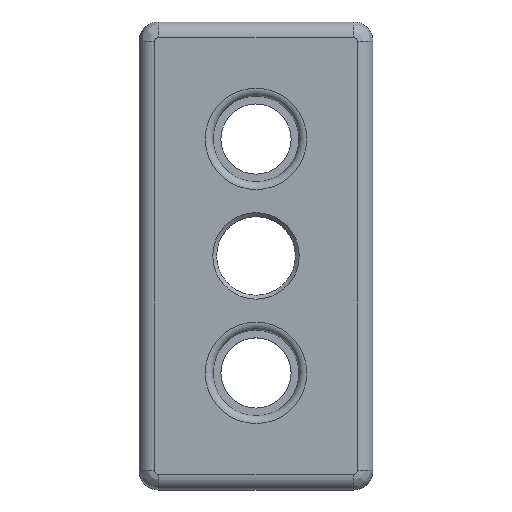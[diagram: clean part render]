
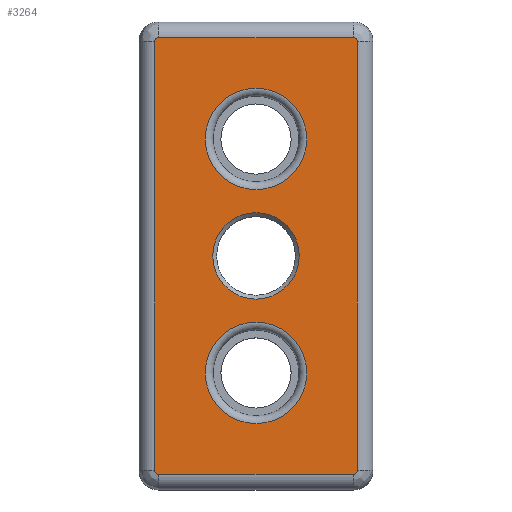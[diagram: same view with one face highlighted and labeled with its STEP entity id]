
A CAD part, top view. The second image highlights one B-rep face of the part: STEP entity #3264.
In plain terms, the highlighted planar face has unit normal (0, 0, 1).
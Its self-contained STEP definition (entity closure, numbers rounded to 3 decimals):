
#67=FACE_BOUND('',#940,.T.);
#68=FACE_BOUND('',#941,.T.);
#69=FACE_BOUND('',#942,.T.);
#89=PLANE('',#3676);
#225=LINE('',#5224,#415);
#226=LINE('',#5240,#416);
#227=LINE('',#5256,#417);
#228=LINE('',#5270,#418);
#415=VECTOR('',#4185,1000.);
#416=VECTOR('',#4194,1000.);
#417=VECTOR('',#4203,1000.);
#418=VECTOR('',#4210,1000.);
#729=FACE_OUTER_BOUND('',#939,.T.);
#939=EDGE_LOOP('',(#2557,#2558,#2559,#2560,#2561,#2562,#2563,#2564));
#940=EDGE_LOOP('',(#2565));
#941=EDGE_LOOP('',(#2566));
#942=EDGE_LOOP('',(#2567));
#1036=CIRCLE('',#3380,6.5);
#1040=CIRCLE('',#3385,6.5);
#1051=CIRCLE('',#3400,5.55);
#1129=CIRCLE('',#3516,0.5);
#1133=CIRCLE('',#3521,0.5);
#1136=CIRCLE('',#3525,0.5);
#1139=CIRCLE('',#3529,0.5);
#1267=VERTEX_POINT('',#4808);
#1270=VERTEX_POINT('',#4816);
#1280=VERTEX_POINT('',#4844);
#1421=VERTEX_POINT('',#5216);
#1422=VERTEX_POINT('',#5218);
#1423=VERTEX_POINT('',#5222);
#1424=VERTEX_POINT('',#5234);
#1425=VERTEX_POINT('',#5238);
#1426=VERTEX_POINT('',#5250);
#1427=VERTEX_POINT('',#5254);
#1428=VERTEX_POINT('',#5266);
#1543=EDGE_CURVE('',#1267,#1267,#1036,.T.);
#1547=EDGE_CURVE('',#1270,#1270,#1040,.T.);
#1562=EDGE_CURVE('',#1280,#1280,#1051,.T.);
#1746=EDGE_CURVE('',#1421,#1422,#1129,.T.);
#1749=EDGE_CURVE('',#1423,#1421,#225,.T.);
#1751=EDGE_CURVE('',#1424,#1423,#1133,.T.);
#1753=EDGE_CURVE('',#1425,#1424,#226,.T.);
#1755=EDGE_CURVE('',#1426,#1425,#1136,.T.);
#1757=EDGE_CURVE('',#1427,#1426,#227,.T.);
#1759=EDGE_CURVE('',#1428,#1427,#1139,.T.);
#1760=EDGE_CURVE('',#1422,#1428,#228,.T.);
#2557=ORIENTED_EDGE('',*,*,#1755,.F.);
#2558=ORIENTED_EDGE('',*,*,#1757,.F.);
#2559=ORIENTED_EDGE('',*,*,#1759,.F.);
#2560=ORIENTED_EDGE('',*,*,#1760,.F.);
#2561=ORIENTED_EDGE('',*,*,#1746,.F.);
#2562=ORIENTED_EDGE('',*,*,#1749,.F.);
#2563=ORIENTED_EDGE('',*,*,#1751,.F.);
#2564=ORIENTED_EDGE('',*,*,#1753,.F.);
#2565=ORIENTED_EDGE('',*,*,#1543,.F.);
#2566=ORIENTED_EDGE('',*,*,#1547,.F.);
#2567=ORIENTED_EDGE('',*,*,#1562,.T.);
#3264=ADVANCED_FACE('',(#729,#67,#68,#69),#89,.F.);
#3380=AXIS2_PLACEMENT_3D('',#4809,#3795,#3796);
#3385=AXIS2_PLACEMENT_3D('',#4817,#3805,#3806);
#3400=AXIS2_PLACEMENT_3D('',#4846,#3839,#3840);
#3516=AXIS2_PLACEMENT_3D('',#5219,#4177,#4178);
#3521=AXIS2_PLACEMENT_3D('',#5236,#4188,#4189);
#3525=AXIS2_PLACEMENT_3D('',#5252,#4197,#4198);
#3529=AXIS2_PLACEMENT_3D('',#5268,#4206,#4207);
#3676=AXIS2_PLACEMENT_3D('',#5950,#4545,#4546);
#3795=DIRECTION('center_axis',(0.,0.,1.));
#3796=DIRECTION('ref_axis',(1.,0.,0.));
#3805=DIRECTION('center_axis',(0.,0.,1.));
#3806=DIRECTION('ref_axis',(1.,0.,0.));
#3839=DIRECTION('center_axis',(0.,0.,-1.));
#3840=DIRECTION('ref_axis',(1.,0.,0.));
#4177=DIRECTION('center_axis',(0.,0.,-1.));
#4178=DIRECTION('ref_axis',(0.,1.,0.));
#4185=DIRECTION('',(0.,1.,0.));
#4188=DIRECTION('center_axis',(0.,0.,-1.));
#4189=DIRECTION('ref_axis',(-1.,0.,0.));
#4194=DIRECTION('',(-1.,0.,0.));
#4197=DIRECTION('center_axis',(0.,0.,
-1.));
#4198=DIRECTION('ref_axis',(0.,-1.,0.));
#4203=DIRECTION('',(0.,-1.,0.));
#4206=DIRECTION('center_axis',(0.,0.,
-1.));
#4207=DIRECTION('ref_axis',(1.,0.,0.));
#4210=DIRECTION('',(1.,0.,0.));
#4545=DIRECTION('center_axis',(0.,0.,-1.));
#4546=DIRECTION('ref_axis',(-1.,0.,0.));
#4808=CARTESIAN_POINT('',(6.5,-15.,12.));
#4809=CARTESIAN_POINT('Origin',(0.,-15.,12.));
#4816=CARTESIAN_POINT('',(6.5,15.,12.));
#4817=CARTESIAN_POINT('Origin',(0.,15.,12.));
#4844=CARTESIAN_POINT('',(-5.55,0.,12.));
#4846=CARTESIAN_POINT('Origin',(0.,0.,12.));
#5216=CARTESIAN_POINT('',(-13.,27.5,12.));
#5218=CARTESIAN_POINT('',(-12.5,28.,12.));
#5219=CARTESIAN_POINT('Origin',(-12.5,27.5,12.));
#5222=CARTESIAN_POINT('',(-13.,-27.5,12.));
#5224=CARTESIAN_POINT('',(-13.,30.,12.));
#5234=CARTESIAN_POINT('',(-12.5,-28.,12.));
#5236=CARTESIAN_POINT('Origin',(-12.5,-27.5,12.));
#5238=CARTESIAN_POINT('',(12.5,-28.,12.));
#5240=CARTESIAN_POINT('',(15.,-28.,12.));
#5250=CARTESIAN_POINT('',(13.,-27.5,12.));
#5252=CARTESIAN_POINT('Origin',(12.5,-27.5,12.));
#5254=CARTESIAN_POINT('',(13.,27.5,12.));
#5256=CARTESIAN_POINT('',(13.,30.,12.));
#5266=CARTESIAN_POINT('',(12.5,28.,12.));
#5268=CARTESIAN_POINT('Origin',(12.5,27.5,12.));
#5270=CARTESIAN_POINT('',(15.,28.,12.));
#5950=CARTESIAN_POINT('Origin',(15.,30.,12.));
